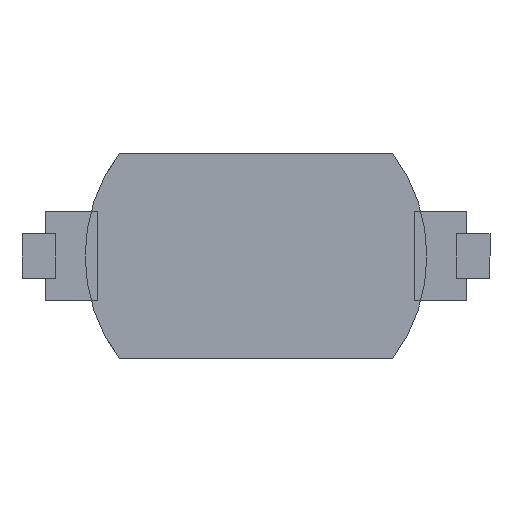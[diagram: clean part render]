
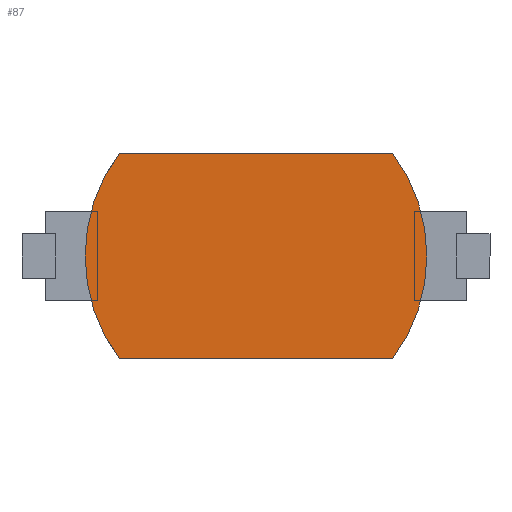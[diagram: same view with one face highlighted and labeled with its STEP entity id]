
A CAD part, front view. The second image highlights one B-rep face of the part: STEP entity #87.
In plain terms, the highlighted planar face has unit normal (0, -1, 0).
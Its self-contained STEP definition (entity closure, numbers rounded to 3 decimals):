
#54 = AXIS2_PLACEMENT_3D ( 'NONE', #1866, #1239, #1050 ) ;
#87 = ADVANCED_FACE ( 'NONE', ( #1879 ), #113, .F. ) ;
#113 = PLANE ( 'NONE',  #1191 ) ;
#198 = EDGE_CURVE ( 'NONE', #819, #1978, #1066, .T. ) ;
#254 = CARTESIAN_POINT ( 'NONE',  ( 0., 0., 8.05 ) ) ;
#330 = DIRECTION ( 'NONE',  ( 0., 0., 1. ) ) ;
#391 = ORIENTED_EDGE ( 'NONE', *, *, #1454, .T. ) ;
#484 = EDGE_LOOP ( 'NONE', ( #2330, #1570, #391, #2572 ) ) ;
#693 = CARTESIAN_POINT ( 'NONE',  ( 10.712, 0., -8.05 ) ) ;
#762 = CARTESIAN_POINT ( 'NONE',  ( -10.712, 0., -8.05 ) ) ;
#774 = DIRECTION ( 'NONE',  ( 0., -1., 0. ) ) ;
#819 = VERTEX_POINT ( 'NONE', #1522 ) ;
#1050 = DIRECTION ( 'NONE',  ( 0., 0., -1. ) ) ;
#1066 = CIRCLE ( 'NONE', #54, 13.4 ) ;
#1191 = AXIS2_PLACEMENT_3D ( 'NONE', #1501, #1512, #330 ) ;
#1239 = DIRECTION ( 'NONE',  ( 0., -1., 0. ) ) ;
#1278 = VERTEX_POINT ( 'NONE', #2543 ) ;
#1347 = CARTESIAN_POINT ( 'NONE',  ( 0., 0., 0. ) ) ;
#1402 = VECTOR ( 'NONE', #2042, 1000. ) ;
#1436 = LINE ( 'NONE', #1677, #1967 ) ;
#1454 = EDGE_CURVE ( 'NONE', #2333, #1278, #2159, .T. ) ;
#1501 = CARTESIAN_POINT ( 'NONE',  ( 0., 0., 0. ) ) ;
#1512 = DIRECTION ( 'NONE',  ( 0., 1., 0. ) ) ;
#1522 = CARTESIAN_POINT ( 'NONE',  ( -10.712, 0., 8.05 ) ) ;
#1570 = ORIENTED_EDGE ( 'NONE', *, *, #2316, .T. ) ;
#1656 = EDGE_CURVE ( 'NONE', #1278, #819, #1998, .T. ) ;
#1677 = CARTESIAN_POINT ( 'NONE',  ( 0., 0., -8.05 ) ) ;
#1866 = CARTESIAN_POINT ( 'NONE',  ( 0., 0., 0. ) ) ;
#1879 = FACE_OUTER_BOUND ( 'NONE', #484, .T. ) ;
#1905 = DIRECTION ( 'NONE',  ( 1., 0., 0. ) ) ;
#1948 = DIRECTION ( 'NONE',  ( 0., 0., -1. ) ) ;
#1967 = VECTOR ( 'NONE', #1905, 1000. ) ;
#1978 = VERTEX_POINT ( 'NONE', #762 ) ;
#1998 = LINE ( 'NONE', #254, #1402 ) ;
#2042 = DIRECTION ( 'NONE',  ( -1., 0., 0. ) ) ;
#2049 = AXIS2_PLACEMENT_3D ( 'NONE', #1347, #774, #1948 ) ;
#2159 = CIRCLE ( 'NONE', #2049, 13.4 ) ;
#2316 = EDGE_CURVE ( 'NONE', #1978, #2333, #1436, .T. ) ;
#2330 = ORIENTED_EDGE ( 'NONE', *, *, #198, .T. ) ;
#2333 = VERTEX_POINT ( 'NONE', #693 ) ;
#2543 = CARTESIAN_POINT ( 'NONE',  ( 10.712, 0., 8.05 ) ) ;
#2572 = ORIENTED_EDGE ( 'NONE', *, *, #1656, .T. ) ;
